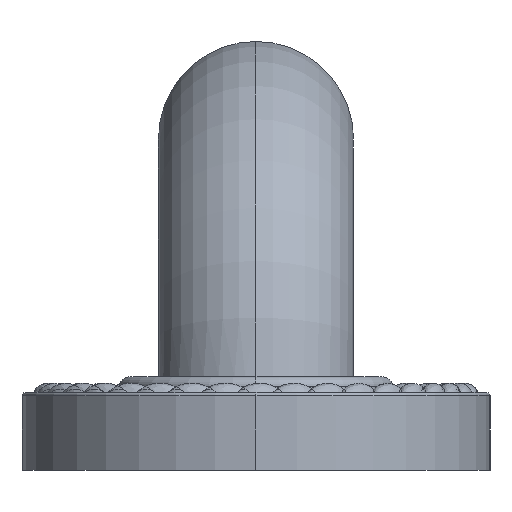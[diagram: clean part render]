
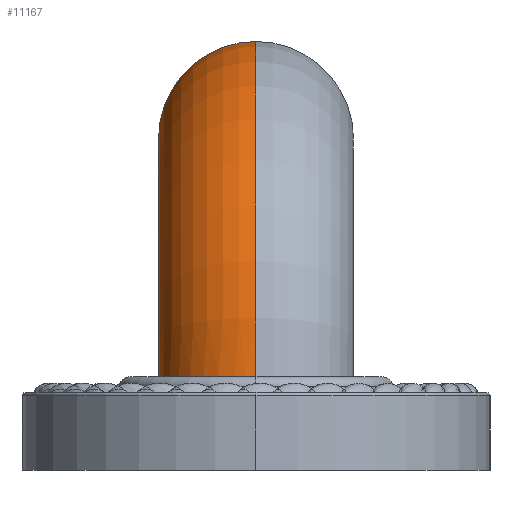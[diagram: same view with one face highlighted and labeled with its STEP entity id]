
A CAD part, left-side view. The second image highlights one B-rep face of the part: STEP entity #11167.
In plain terms, the highlighted toroidal (fillet/blend) face has major radius 41.275 mm and minor radius 15.875 mm.
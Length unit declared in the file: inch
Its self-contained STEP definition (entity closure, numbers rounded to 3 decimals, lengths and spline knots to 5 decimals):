
#3194=CARTESIAN_POINT('',(-19.375,0.,0.5));
#3195=DIRECTION('',(0.,1.,0.));
#3196=DIRECTION('',(-0.995,0.,0.1));
#3197=AXIS2_PLACEMENT_3D('',#3194,#3195,#3196);
#3199=CARTESIAN_POINT('',(-19.375,0.,2.125));
#3200=DIRECTION('',(1.,0.,0.));
#3201=DIRECTION('',(0.,0.,-1.));
#3202=AXIS2_PLACEMENT_3D('',#3199,#3200,#3201);
#3204=CARTESIAN_POINT('',(-19.375,0.,2.125));
#3205=DIRECTION('',(1.,0.,0.));
#3206=DIRECTION('',(0.,1.,0.));
#3207=AXIS2_PLACEMENT_3D('',#3204,#3205,#3206);
#3209=CARTESIAN_POINT('',(-20.36999,0.,0.6));
#3210=CARTESIAN_POINT('',(-20.36999,0.01519,0.6));
#3211=CARTESIAN_POINT('',(-20.3711,0.04548,0.6));
#3212=CARTESIAN_POINT('',(-20.37609,0.09079,0.6));
#3213=CARTESIAN_POINT('',(-20.38437,0.13556,0.6));
#3214=CARTESIAN_POINT('',(-20.39593,0.17969,0.6));
#3215=CARTESIAN_POINT('',(-20.41066,0.22282,0.6));
#3216=CARTESIAN_POINT('',(-20.42855,0.26487,0.6));
#3217=CARTESIAN_POINT('',(-20.44944,0.30543,0.6));
#3218=CARTESIAN_POINT('',(-20.4733,0.34449,0.6));
#3219=CARTESIAN_POINT('',(-20.49991,0.38164,0.6));
#3220=CARTESIAN_POINT('',(-20.52925,0.41685,0.6));
#3221=CARTESIAN_POINT('',(-20.56103,0.44978,0.6));
#3222=CARTESIAN_POINT('',(-20.5952,0.48037,0.6));
#3223=CARTESIAN_POINT('',(-20.63148,0.50836,0.6));
#3224=CARTESIAN_POINT('',(-20.66974,0.53365,0.6));
#3225=CARTESIAN_POINT('',(-20.70975,0.55609,0.6));
#3226=CARTESIAN_POINT('',(-20.75127,0.57554,0.6));
#3227=CARTESIAN_POINT('',(-20.79415,0.59193,0.6));
#3228=CARTESIAN_POINT('',(-20.83804,0.60513,0.6));
#3229=CARTESIAN_POINT('',(-20.88285,0.61511,0.6));
#3230=CARTESIAN_POINT('',(-20.92816,0.62178,0.6));
#3231=CARTESIAN_POINT('',(-20.97394,0.62514,0.6));
#3232=CARTESIAN_POINT('',(-21.01972,0.62514,0.6));
#3233=CARTESIAN_POINT('',(-21.06547,0.6218,0.6));
#3234=CARTESIAN_POINT('',(-21.11075,0.61515,0.6));
#3235=CARTESIAN_POINT('',(-21.1555,0.6052,0.6));
#3236=CARTESIAN_POINT('',(-21.19931,0.59203,0.6));
#3237=CARTESIAN_POINT('',(-21.2421,0.57568,0.6));
#3238=CARTESIAN_POINT('',(-21.28353,0.55627,0.6));
#3239=CARTESIAN_POINT('',(-21.32344,0.53389,0.6));
#3240=CARTESIAN_POINT('',(-21.36161,0.50866,0.6));
#3241=CARTESIAN_POINT('',(-21.3978,0.48073,0.6));
#3242=CARTESIAN_POINT('',(-21.43189,0.45021,0.6));
#3243=CARTESIAN_POINT('',(-21.4636,0.41734,0.6));
#3244=CARTESIAN_POINT('',(-21.49288,0.38218,0.6));
#3245=CARTESIAN_POINT('',(-21.51945,0.34506,0.6));
#3246=CARTESIAN_POINT('',(-21.54329,0.30602,0.6));
#3247=CARTESIAN_POINT('',(-21.56417,0.26544,0.6));
#3248=CARTESIAN_POINT('',(-21.58206,0.22335,0.6));
#3249=CARTESIAN_POINT('',(-21.5968,0.18016,0.6));
#3250=CARTESIAN_POINT('',(-21.60837,0.13593,0.6));
#3251=CARTESIAN_POINT('',(-21.61666,0.09105,0.6));
#3252=CARTESIAN_POINT('',(-21.62167,0.04561,0.6));
#3253=CARTESIAN_POINT('',(-21.62278,0.01524,0.6));
#3254=CARTESIAN_POINT('',(-21.62278,0.,0.6));
#6250=CARTESIAN_POINT('',(-19.375,0.,0.5));
#6251=DIRECTION('',(0.,1.,0.));
#6252=DIRECTION('',(-0.999,0.,0.044));
#6253=AXIS2_PLACEMENT_3D('',#6250,#6251,#6252);
#9747=CARTESIAN_POINT('',(-19.375,0.,1.5));
#9748=CARTESIAN_POINT('',(-19.375,0.625,2.125));
#9749=VERTEX_POINT('',#9747);
#9750=VERTEX_POINT('',#9748);
#9751=CARTESIAN_POINT('',(-19.375,0.,2.75));
#9753=VERTEX_POINT('',#9751);
#9765=VERTEX_POINT('',#3209);
#9766=VERTEX_POINT('',#3254);
#11152=CARTESIAN_POINT('',(-19.375,0.,0.5));
#11153=DIRECTION('',(0.,1.,0.));
#11154=DIRECTION('',(1.,0.,0.));
#11155=AXIS2_PLACEMENT_3D('',#11152,#11153,#11154);
#11156=TOROIDAL_SURFACE('',#11155,1.625,0.625);
#11158=ORIENTED_EDGE('',*,*,#11157,.F.);
#11160=ORIENTED_EDGE('',*,*,#11159,.T.);
#11161=ORIENTED_EDGE('',*,*,#11144,.T.);
#11162=ORIENTED_EDGE('',*,*,#11142,.T.);
#11164=ORIENTED_EDGE('',*,*,#11163,.F.);
#11165=EDGE_LOOP('',(#11158,#11160,#11161,#11162,#11164));
#11166=FACE_OUTER_BOUND('',#11165,.F.);
#11167=ADVANCED_FACE('',(#11166),#11156,.T.);
#3198=CIRCLE('',#3197,1.);
#3203=CIRCLE('',#3202,0.625);
#3208=CIRCLE('',#3207,0.625);
#3255=B_SPLINE_CURVE_WITH_KNOTS('',3,(#3209,#3210,#3211,#3212,#3213,#3214,#3215,
#3216,#3217,#3218,#3219,#3220,#3221,#3222,#3223,#3224,#3225,#3226,#3227,#3228,
#3229,#3230,#3231,#3232,#3233,#3234,#3235,#3236,#3237,#3238,#3239,#3240,#3241,
#3242,#3243,#3244,#3245,#3246,#3247,#3248,#3249,#3250,#3251,#3252,#3253,#3254),
.UNSPECIFIED.,.F.,.F.,(4,1,1,1,1,1,1,1,1,1,1,1,1,1,1,1,1,1,1,1,1,1,1,1,1,1,1,1,
1,1,1,1,1,1,1,1,1,1,1,1,1,1,1,4),(0.,0.02326,0.04651,
0.06977,0.09302,0.11628,0.13953,
0.16279,0.18605,0.2093,0.23256,
0.25581,0.27907,0.30233,0.32558,
0.34884,0.37209,0.39535,0.4186,
0.44186,0.46512,0.48837,0.51163,
0.53488,0.55814,0.5814,0.60465,
0.62791,0.65116,0.67442,0.69767,
0.72093,0.74419,0.76744,0.7907,
0.81395,0.83721,0.86047,0.88372,
0.90698,0.93023,0.95349,0.97674,1.),
.UNSPECIFIED.);
#6254=CIRCLE('',#6253,2.25);
#11142=EDGE_CURVE('',#9750,#9753,#3208,.T.);
#11144=EDGE_CURVE('',#9749,#9750,#3203,.T.);
#11157=EDGE_CURVE('',#9765,#9766,#3255,.T.);
#11159=EDGE_CURVE('',#9765,#9749,#3198,.T.);
#11163=EDGE_CURVE('',#9766,#9753,#6254,.T.);
